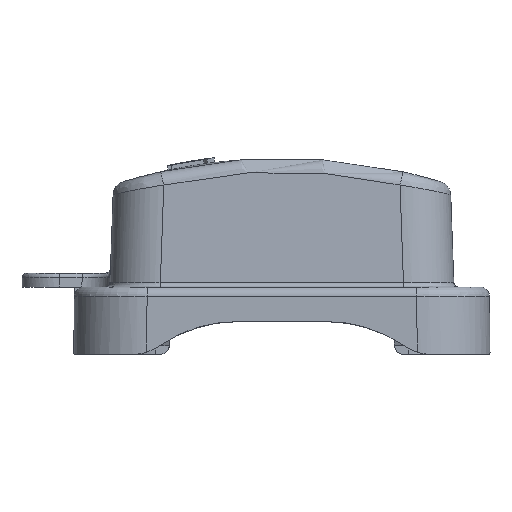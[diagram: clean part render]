
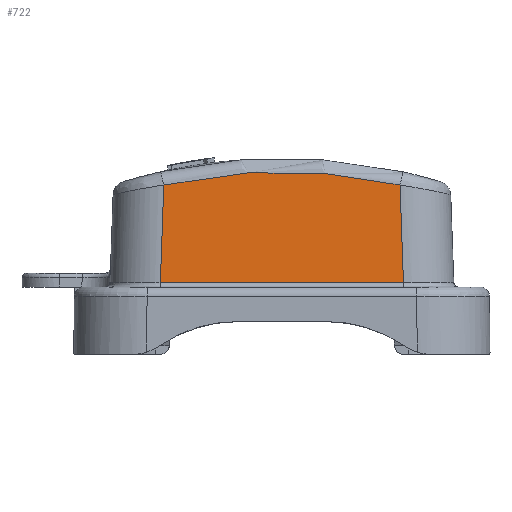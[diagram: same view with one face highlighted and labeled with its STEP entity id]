
A CAD part, left-side view. The second image highlights one B-rep face of the part: STEP entity #722.
In plain terms, the highlighted planar face has unit normal (-0.999, 0, 0.035).
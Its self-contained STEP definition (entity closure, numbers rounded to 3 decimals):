
#368=PLANE('',#6969);
#722=ADVANCED_FACE('',(#1247),#368,.T.);
#1247=FACE_OUTER_BOUND('',#1645,.T.);
#1645=EDGE_LOOP('',(#4716,#4717,#4718,#4719));
#1942=LINE('',#12230,#2300);
#2028=LINE('',#12973,#2386);
#2029=LINE('',#12975,#2387);
#2300=VECTOR('',#7897,1.);
#2386=VECTOR('',#8153,1.);
#2387=VECTOR('',#8154,1.);
#2913=B_SPLINE_CURVE_WITH_KNOTS('',3,(#12961,#12962,#12963,#12964,#12965,
#12966,#12967,#12968,#12969,#12970,#12971),.UNSPECIFIED.,.F.,.F.,(4,1,1,
1,1,3,4),(0.,0.198,0.396,0.594,0.792,
0.99,1.),.UNSPECIFIED.);
#4716=ORIENTED_EDGE('',*,*,#6289,.F.);
#4717=ORIENTED_EDGE('',*,*,#6471,.T.);
#4718=ORIENTED_EDGE('',*,*,#6472,.T.);
#4719=ORIENTED_EDGE('',*,*,#6473,.T.);
#5399=VERTEX_POINT('',#12147);
#5401=VERTEX_POINT('',#12231);
#5522=VERTEX_POINT('',#12960);
#5523=VERTEX_POINT('',#12974);
#6289=EDGE_CURVE('',#5399,#5401,#1942,.T.);
#6471=EDGE_CURVE('',#5399,#5522,#2913,.T.);
#6472=EDGE_CURVE('',#5522,#5523,#2028,.T.);
#6473=EDGE_CURVE('',#5523,#5401,#2029,.T.);
#6969=AXIS2_PLACEMENT_3D('',#12976,#8155,#8156);
#7897=DIRECTION('',(-0.035,-0.035,-0.999));
#8153=DIRECTION('',(-0.035,0.035,-0.999));
#8154=DIRECTION('',(0.,-1.,0.));
#8155=DIRECTION('',(-0.999,0.,0.035));
#8156=DIRECTION('',(0.,1.,0.));
#12147=CARTESIAN_POINT('',(-32.955,-12.658,18.134));
#12230=CARTESIAN_POINT('',(-32.955,-12.658,18.134));
#12231=CARTESIAN_POINT('',(-33.32,-13.023,7.683));
#12960=CARTESIAN_POINT('',(-32.955,12.659,18.134));
#12961=CARTESIAN_POINT('',(-32.955,-12.658,18.134));
#12962=CARTESIAN_POINT('',(-32.942,-11.,18.51));
#12963=CARTESIAN_POINT('',(-32.921,-7.716,19.094));
#12964=CARTESIAN_POINT('',(-32.906,-3.193,19.526));
#12965=CARTESIAN_POINT('',(-32.904,1.766,19.603));
#12966=CARTESIAN_POINT('',(-32.918,7.078,19.2));
#12967=CARTESIAN_POINT('',(-32.94,10.771,18.562));
#12968=CARTESIAN_POINT('',(-32.955,12.658,18.134));
#12969=CARTESIAN_POINT('',(-32.956,12.752,18.113));
#12970=CARTESIAN_POINT('',(-32.956,12.847,18.091));
#12971=CARTESIAN_POINT('',(-32.957,12.941,18.07));
#12973=CARTESIAN_POINT('',(-32.955,12.658,18.134));
#12974=CARTESIAN_POINT('',(-33.32,13.023,7.683));
#12975=CARTESIAN_POINT('',(-33.32,13.023,7.683));
#12976=CARTESIAN_POINT('',(-32.75,19.998,24.));
